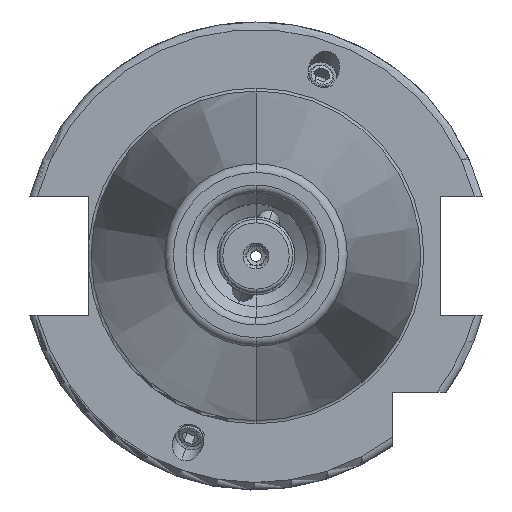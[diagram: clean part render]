
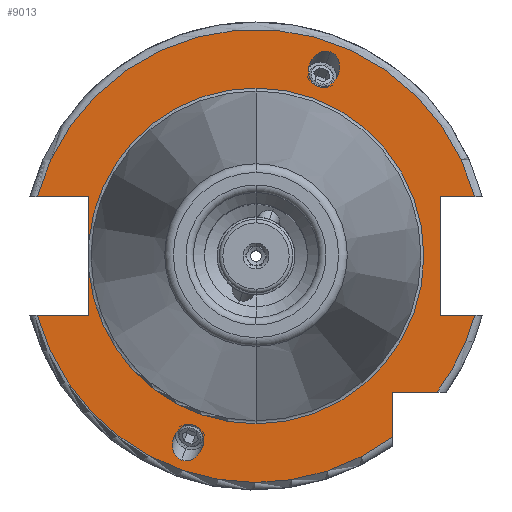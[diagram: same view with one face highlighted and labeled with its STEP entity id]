
A CAD part, top view. The second image highlights one B-rep face of the part: STEP entity #9013.
In plain terms, the highlighted planar face has unit normal (0, 0, 1).
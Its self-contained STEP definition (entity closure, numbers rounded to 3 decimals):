
#2089=CARTESIAN_POINT('',(0,0,15.9));
#2090=DIRECTION('',(0,0,1));
#2091=DIRECTION('',(0.965,0.262,0));
#2092=AXIS2_PLACEMENT_3D('',#2089,#2090,#2091);
#2140=CARTESIAN_POINT('',(0,0,15.9));
#2141=DIRECTION('',(0,0,1));
#2142=DIRECTION('',(-0.965,-0.262,0));
#2143=AXIS2_PLACEMENT_3D('',#2140,#2141,#2142);
#2156=DIRECTION('',(1,0,0));
#2157=VECTOR('',#2156,7.004);
#2158=CARTESIAN_POINT('',(-29.704,-8.05,15.9));
#2159=LINE('',#2158,#2157);
#2160=DIRECTION('',(0,1,0));
#2161=VECTOR('',#2160,5.917);
#2162=CARTESIAN_POINT('',(-22.7,-8.05,15.9));
#2163=LINE('',#2162,#2161);
#2164=DIRECTION('',(0,1,0));
#2165=VECTOR('',#2164,5.917);
#2166=CARTESIAN_POINT('',(-22.7,2.133,15.9));
#2167=LINE('',#2166,#2165);
#2168=DIRECTION('',(1,0,0));
#2169=VECTOR('',#2168,7.004);
#2170=CARTESIAN_POINT('',(-29.704,8.05,15.9));
#2171=LINE('',#2170,#2169);
#2172=DIRECTION('',(-1,0,0));
#2173=VECTOR('',#2172,4.704);
#2174=CARTESIAN_POINT('',(29.704,8.05,15.9));
#2175=LINE('',#2174,#2173);
#2176=DIRECTION('',(0,-1,0));
#2177=VECTOR('',#2176,16.1);
#2178=CARTESIAN_POINT('',(25,8.05,15.9));
#2179=LINE('',#2178,#2177);
#2180=DIRECTION('',(-1,0,0));
#2181=VECTOR('',#2180,4.704);
#2182=CARTESIAN_POINT('',(29.704,-8.05,15.9));
#2183=LINE('',#2182,#2181);
#2184=CARTESIAN_POINT('',(0,0,15.9));
#2185=DIRECTION('',(0,0,1));
#2186=DIRECTION('',(0.799,-0.601,0));
#2187=AXIS2_PLACEMENT_3D('',#2184,#2185,#2186);
#2189=DIRECTION('',(-1,0,0));
#2190=VECTOR('',#2189,6.094);
#2191=CARTESIAN_POINT('',(24.594,-18.5,15.9));
#2192=LINE('',#2191,#2190);
#2193=DIRECTION('',(0,1,0));
#2194=VECTOR('',#2193,6.094);
#2195=CARTESIAN_POINT('',(18.5,-24.594,15.9));
#2196=LINE('',#2195,#2194);
#2197=CARTESIAN_POINT('',(10.09,27.723,15.9));
#2198=CARTESIAN_POINT('',(9.863,27.806,15.9));
#2199=CARTESIAN_POINT('',(9.337,27.884,15.9));
#2200=CARTESIAN_POINT('',(8.455,27.594,15.9));
#2201=CARTESIAN_POINT('',(7.834,27.033,15.9));
#2202=CARTESIAN_POINT('',(7.483,26.49,15.9));
#2203=CARTESIAN_POINT('',(7.298,26.077,15.9));
#2204=CARTESIAN_POINT('',(7.174,25.641,15.9));
#2205=CARTESIAN_POINT('',(7.094,25.,15.9));
#2206=CARTESIAN_POINT('',(7.208,24.17,15.9));
#2207=CARTESIAN_POINT('',(7.698,23.381,15.9));
#2208=CARTESIAN_POINT('',(8.152,23.103,15.9));
#2209=CARTESIAN_POINT('',(8.379,23.02,15.9));
#2211=CARTESIAN_POINT('',(8.379,23.02,15.9));
#2212=CARTESIAN_POINT('',(8.606,22.937,15.9));
#2213=CARTESIAN_POINT('',(9.133,22.859,15.9));
#2214=CARTESIAN_POINT('',(10.014,23.149,15.9));
#2215=CARTESIAN_POINT('',(10.635,23.711,15.9));
#2216=CARTESIAN_POINT('',(10.986,24.253,15.9));
#2217=CARTESIAN_POINT('',(11.171,24.667,15.9));
#2218=CARTESIAN_POINT('',(11.295,25.103,15.9));
#2219=CARTESIAN_POINT('',(11.375,25.744,15.9));
#2220=CARTESIAN_POINT('',(11.261,26.573,15.9));
#2221=CARTESIAN_POINT('',(10.771,27.362,15.9));
#2222=CARTESIAN_POINT('',(10.318,27.641,15.9));
#2223=CARTESIAN_POINT('',(10.09,27.723,15.9));
#2225=CARTESIAN_POINT('',(-10.09,-27.723,15.9));
#2226=CARTESIAN_POINT('',(-10.318,-27.641,15.9));
#2227=CARTESIAN_POINT('',(-10.771,-27.362,15.9));
#2228=CARTESIAN_POINT('',(-11.261,-26.573,15.9));
#2229=CARTESIAN_POINT('',(-11.375,-25.744,15.9));
#2230=CARTESIAN_POINT('',(-11.295,-25.103,15.9));
#2231=CARTESIAN_POINT('',(-11.171,-24.667,15.9));
#2232=CARTESIAN_POINT('',(-10.986,-24.253,15.9));
#2233=CARTESIAN_POINT('',(-10.635,-23.711,15.9));
#2234=CARTESIAN_POINT('',(-10.014,-23.149,15.9));
#2235=CARTESIAN_POINT('',(-9.133,-22.859,15.9));
#2236=CARTESIAN_POINT('',(-8.606,-22.937,15.9));
#2237=CARTESIAN_POINT('',(-8.379,-23.02,15.9));
#2239=CARTESIAN_POINT('',(-8.379,-23.02,15.9));
#2240=CARTESIAN_POINT('',(-8.152,-23.103,15.9));
#2241=CARTESIAN_POINT('',(-7.698,-23.381,15.9));
#2242=CARTESIAN_POINT('',(-7.208,-24.17,15.9));
#2243=CARTESIAN_POINT('',(-7.094,-25.,15.9));
#2244=CARTESIAN_POINT('',(-7.174,-25.641,15.9));
#2245=CARTESIAN_POINT('',(-7.298,-26.077,15.9));
#2246=CARTESIAN_POINT('',(-7.483,-26.49,15.9));
#2247=CARTESIAN_POINT('',(-7.834,-27.033,15.9));
#2248=CARTESIAN_POINT('',(-8.455,-27.594,15.9));
#2249=CARTESIAN_POINT('',(-9.337,-27.884,15.9));
#2250=CARTESIAN_POINT('',(-9.863,-27.806,15.9));
#2251=CARTESIAN_POINT('',(-10.09,-27.723,15.9));
#2263=CARTESIAN_POINT('',(0,0,15.9));
#2264=DIRECTION('',(0,0,1));
#2265=DIRECTION('',(0,1,0));
#2266=AXIS2_PLACEMENT_3D('',#2263,#2264,#2265);
#2278=CARTESIAN_POINT('',(0,0,15.9));
#2279=DIRECTION('',(0,0,1));
#2280=DIRECTION('',(-0.996,-0.094,0));
#2281=AXIS2_PLACEMENT_3D('',#2278,#2279,#2280);
#2283=CARTESIAN_POINT('',(0,0,15.9));
#2284=DIRECTION('',(0,0,-1));
#2285=DIRECTION('',(0,1,0));
#2286=AXIS2_PLACEMENT_3D('',#2283,#2284,#2285);
#5343=CARTESIAN_POINT('',(0,22.8,15.9));
#5345=VERTEX_POINT('',#5343);
#5365=CARTESIAN_POINT('',(0,-22.8,15.9));
#5367=VERTEX_POINT('',#5365);
#5513=CARTESIAN_POINT('',(-29.704,-8.05,15.9));
#5514=CARTESIAN_POINT('',(-22.7,-8.05,15.9));
#5515=VERTEX_POINT('',#5513);
#5516=VERTEX_POINT('',#5514);
#5517=CARTESIAN_POINT('',(-22.7,-2.133,15.9));
#5518=VERTEX_POINT('',#5517);
#5519=CARTESIAN_POINT('',(-22.7,2.133,15.9));
#5520=CARTESIAN_POINT('',(-22.7,8.05,15.9));
#5521=VERTEX_POINT('',#5519);
#5522=VERTEX_POINT('',#5520);
#5523=CARTESIAN_POINT('',(-29.704,8.05,15.9));
#5524=VERTEX_POINT('',#5523);
#5525=CARTESIAN_POINT('',(25,8.05,15.9));
#5526=CARTESIAN_POINT('',(25,-8.05,15.9));
#5527=VERTEX_POINT('',#5525);
#5528=VERTEX_POINT('',#5526);
#5529=CARTESIAN_POINT('',(29.704,-8.05,15.9));
#5530=VERTEX_POINT('',#5529);
#5531=CARTESIAN_POINT('',(29.704,8.05,15.9));
#5532=VERTEX_POINT('',#5531);
#5533=CARTESIAN_POINT('',(18.5,-24.594,15.9));
#5534=CARTESIAN_POINT('',(18.5,-18.5,15.9));
#5535=VERTEX_POINT('',#5533);
#5536=VERTEX_POINT('',#5534);
#5537=CARTESIAN_POINT('',(24.594,-18.5,15.9));
#5538=VERTEX_POINT('',#5537);
#5589=VERTEX_POINT('',#2197);
#5590=VERTEX_POINT('',#2209);
#5640=CARTESIAN_POINT('',(-10.09,-27.723,15.9));
#5642=VERTEX_POINT('',#5640);
#5643=CARTESIAN_POINT('',(-8.379,-23.02,15.9));
#5644=VERTEX_POINT('',#5643);
#8974=CARTESIAN_POINT('',(0,0,15.9));
#8975=DIRECTION('',(0,0,-1));
#8976=DIRECTION('',(0,-1,0));
#8977=AXIS2_PLACEMENT_3D('',#8974,#8975,#8976);
#8978=PLANE('',#8977);
#8979=ORIENTED_EDGE('',*,*,#8351,.T.);
#8980=ORIENTED_EDGE('',*,*,#8390,.T.);
#8982=ORIENTED_EDGE('',*,*,#8981,.T.);
#8984=ORIENTED_EDGE('',*,*,#8983,.F.);
#8986=ORIENTED_EDGE('',*,*,#8985,.T.);
#8987=ORIENTED_EDGE('',*,*,#8386,.T.);
#8988=ORIENTED_EDGE('',*,*,#8424,.F.);
#8989=ORIENTED_EDGE('',*,*,#8952,.F.);
#8991=ORIENTED_EDGE('',*,*,#8990,.T.);
#8993=ORIENTED_EDGE('',*,*,#8992,.T.);
#8994=ORIENTED_EDGE('',*,*,#8500,.F.);
#8995=ORIENTED_EDGE('',*,*,#8942,.F.);
#8996=ORIENTED_EDGE('',*,*,#8557,.T.);
#8997=ORIENTED_EDGE('',*,*,#8608,.F.);
#8998=ORIENTED_EDGE('',*,*,#8968,.F.);
#8999=EDGE_LOOP('',(#8979,#8980,#8982,#8984,#8986,#8987,#8988,#8989,#8991,#8993,
#8994,#8995,#8996,#8997,#8998));
#9000=FACE_OUTER_BOUND('',#8999,.F.);
#9002=ORIENTED_EDGE('',*,*,#9001,.T.);
#9004=ORIENTED_EDGE('',*,*,#9003,.T.);
#9005=EDGE_LOOP('',(#9002,#9004));
#9006=FACE_BOUND('',#9005,.F.);
#9008=ORIENTED_EDGE('',*,*,#9007,.F.);
#9010=ORIENTED_EDGE('',*,*,#9009,.F.);
#9011=EDGE_LOOP('',(#9008,#9010));
#9012=FACE_BOUND('',#9011,.F.);
#9013=ADVANCED_FACE('',(#9000,#9006,#9012),#8978,.F.);
#2093=CIRCLE('',#2092,30.775);
#2144=CIRCLE('',#2143,30.775);
#2188=CIRCLE('',#2187,30.775);
#2210=B_SPLINE_CURVE_WITH_KNOTS('',3,(#2197,#2198,#2199,#2200,#2201,#2202,#2203,
#2204,#2205,#2206,#2207,#2208,#2209),.UNSPECIFIED.,.F.,.F.,(4,1,1,1,1,1,1,1,1,1,
4),(0,0.125,0.25,0.375,0.438,0.5,0.563,0.625,0.75,0.875,
1.0),.UNSPECIFIED.);
#2224=B_SPLINE_CURVE_WITH_KNOTS('',3,(#2211,#2212,#2213,#2214,#2215,#2216,#2217,
#2218,#2219,#2220,#2221,#2222,#2223),.UNSPECIFIED.,.F.,.F.,(4,1,1,1,1,1,1,1,1,1,
4),(0,0.125,0.25,0.375,0.438,0.5,0.563,0.625,0.75,0.875,
1.0),.UNSPECIFIED.);
#2238=B_SPLINE_CURVE_WITH_KNOTS('',3,(#2225,#2226,#2227,#2228,#2229,#2230,#2231,
#2232,#2233,#2234,#2235,#2236,#2237),.UNSPECIFIED.,.F.,.F.,(4,1,1,1,1,1,1,1,1,1,
4),(0,0.125,0.25,0.375,0.438,0.5,0.563,0.625,0.75,0.875,
1.0),.UNSPECIFIED.);
#2252=B_SPLINE_CURVE_WITH_KNOTS('',3,(#2239,#2240,#2241,#2242,#2243,#2244,#2245,
#2246,#2247,#2248,#2249,#2250,#2251),.UNSPECIFIED.,.F.,.F.,(4,1,1,1,1,1,1,1,1,1,
4),(0,0.125,0.25,0.375,0.438,0.5,0.563,0.625,0.75,0.875,
1.0),.UNSPECIFIED.);
#2267=CIRCLE('',#2266,22.8);
#2282=CIRCLE('',#2281,22.8);
#2287=CIRCLE('',#2286,22.8);
#8351=EDGE_CURVE('',#5515,#5516,#2159,.T.);
#8386=EDGE_CURVE('',#5521,#5522,#2167,.T.);
#8390=EDGE_CURVE('',#5516,#5518,#2163,.T.);
#8424=EDGE_CURVE('',#5524,#5522,#2171,.T.);
#8500=EDGE_CURVE('',#5530,#5528,#2183,.T.);
#8557=EDGE_CURVE('',#5538,#5536,#2192,.T.);
#8608=EDGE_CURVE('',#5535,#5536,#2196,.T.);
#8942=EDGE_CURVE('',#5538,#5530,#2188,.T.);
#8952=EDGE_CURVE('',#5532,#5524,#2093,.T.);
#8968=EDGE_CURVE('',#5515,#5535,#2144,.T.);
#8981=EDGE_CURVE('',#5518,#5367,#2282,.T.);
#8983=EDGE_CURVE('',#5345,#5367,#2287,.T.);
#8985=EDGE_CURVE('',#5345,#5521,#2267,.T.);
#8990=EDGE_CURVE('',#5532,#5527,#2175,.T.);
#8992=EDGE_CURVE('',#5527,#5528,#2179,.T.);
#9001=EDGE_CURVE('',#5589,#5590,#2210,.T.);
#9003=EDGE_CURVE('',#5590,#5589,#2224,.T.);
#9007=EDGE_CURVE('',#5642,#5644,#2238,.T.);
#9009=EDGE_CURVE('',#5644,#5642,#2252,.T.);
